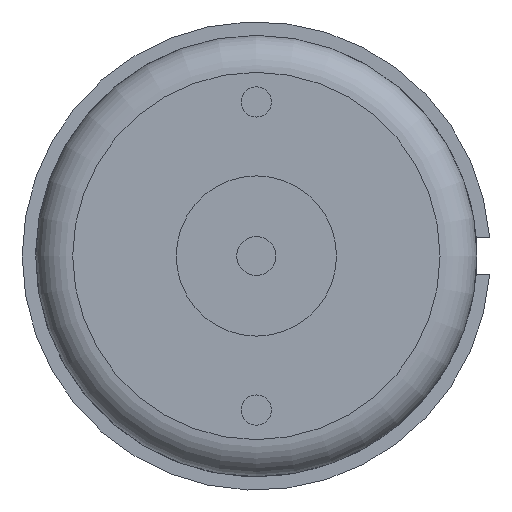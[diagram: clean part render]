
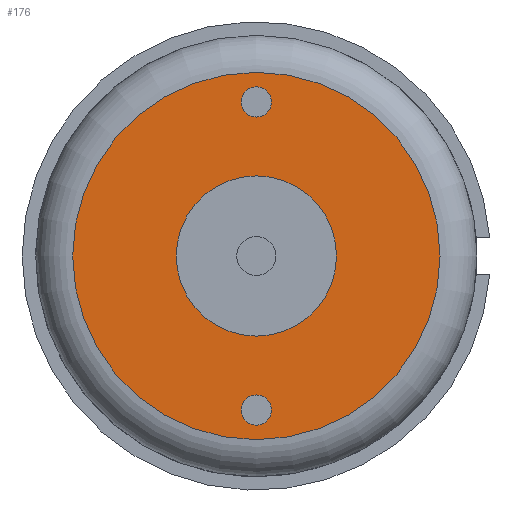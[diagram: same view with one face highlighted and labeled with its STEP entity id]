
A CAD part, left-side view. The second image highlights one B-rep face of the part: STEP entity #176.
In plain terms, the highlighted planar face has unit normal (-1, 0, 0).
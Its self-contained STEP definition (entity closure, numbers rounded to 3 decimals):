
#176 = ADVANCED_FACE( '', ( #372, #373, #374, #375 ), #376, .T. );
#372 = FACE_BOUND( '', #581, .T. );
#373 = FACE_BOUND( '', #582, .T. );
#374 = FACE_OUTER_BOUND( '', #583, .T. );
#375 = FACE_BOUND( '', #584, .T. );
#376 = PLANE( '', #585 );
#581 = EDGE_LOOP( '', ( #986 ) );
#582 = EDGE_LOOP( '', ( #987 ) );
#583 = EDGE_LOOP( '', ( #988 ) );
#584 = EDGE_LOOP( '', ( #989 ) );
#585 = AXIS2_PLACEMENT_3D( '', #990, #991, #992 );
#986 = ORIENTED_EDGE( '', *, *, #1244, .T. );
#987 = ORIENTED_EDGE( '', *, *, #1218, .T. );
#988 = ORIENTED_EDGE( '', *, *, #1246, .T. );
#989 = ORIENTED_EDGE( '', *, *, #1174, .F. );
#990 = CARTESIAN_POINT( '', ( 15.7, 0., 6.5 ) );
#991 = DIRECTION( '', ( -1., 0., 0. ) );
#992 = DIRECTION( '', ( 0., 0., 1. ) );
#1174 = EDGE_CURVE( '', #1400, #1400, #1401, .T. );
#1218 = EDGE_CURVE( '', #1465, #1465, #1466, .T. );
#1244 = EDGE_CURVE( '', #1498, #1498, #1499, .T. );
#1246 = EDGE_CURVE( '', #1501, #1501, #1502, .T. );
#1400 = VERTEX_POINT( '', #1770 );
#1401 = CIRCLE( '', #1771, 6.5 );
#1465 = VERTEX_POINT( '', #1948 );
#1466 = CIRCLE( '', #1949, 1.23 );
#1498 = VERTEX_POINT( '', #2051 );
#1499 = CIRCLE( '', #2052, 1.23 );
#1501 = VERTEX_POINT( '', #2054 );
#1502 = CIRCLE( '', #2055, 14.9 );
#1770 = CARTESIAN_POINT( '', ( 15.7, 0., 6.5 ) );
#1771 = AXIS2_PLACEMENT_3D( '', #2200, #2201, #2202 );
#1948 = CARTESIAN_POINT( '', ( 15.7, 0., -11.27 ) );
#1949 = AXIS2_PLACEMENT_3D( '', #2256, #2257, #2258 );
#2051 = CARTESIAN_POINT( '', ( 15.7, 0., 13.73 ) );
#2052 = AXIS2_PLACEMENT_3D( '', #2284, #2285, #2286 );
#2054 = CARTESIAN_POINT( '', ( 15.7, 0., 14.9 ) );
#2055 = AXIS2_PLACEMENT_3D( '', #2287, #2288, #2289 );
#2200 = CARTESIAN_POINT( '', ( 15.7, 0., 0. ) );
#2201 = DIRECTION( '', ( -1., 0., 0. ) );
#2202 = DIRECTION( '', ( 0., 0., 1. ) );
#2256 = CARTESIAN_POINT( '', ( 15.7, 0., -12.5 ) );
#2257 = DIRECTION( '', ( 1., 0., 0. ) );
#2258 = DIRECTION( '', ( 0., 0., 1. ) );
#2284 = CARTESIAN_POINT( '', ( 15.7, 0., 12.5 ) );
#2285 = DIRECTION( '', ( 1., 0., 0. ) );
#2286 = DIRECTION( '', ( 0., 0., 1. ) );
#2287 = CARTESIAN_POINT( '', ( 15.7, 0., 0. ) );
#2288 = DIRECTION( '', ( -1., 0., 0. ) );
#2289 = DIRECTION( '', ( 0., 0., 1. ) );
